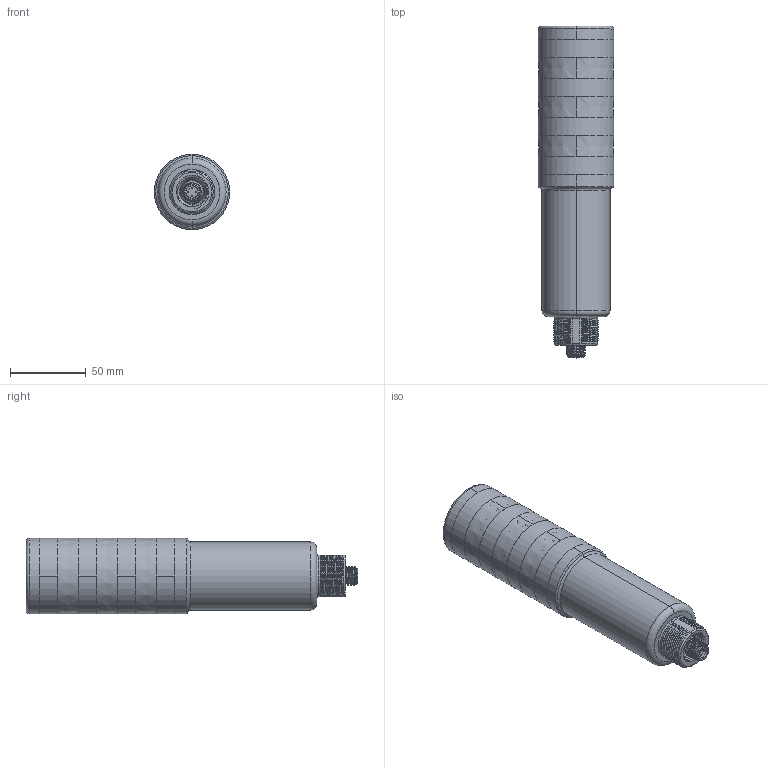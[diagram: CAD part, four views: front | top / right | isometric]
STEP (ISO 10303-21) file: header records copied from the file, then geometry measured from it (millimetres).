
FILE_DESCRIPTION((''),'2;1');
FILE_NAME('168298_ASM','2014-06-26T',('pdmadmin'),(''),'PRO/ENGINEER BY PARAMETRIC TECHNOLOGY CORPORATION, 2013230','PRO/ENGINEER BY PARAMETRIC TECHNOLOGY CORPORATION, 2013230','');
FILE_SCHEMA(('CONFIG_CONTROL_DESIGN'));
Products named in the file (7): 163979; 141960; 08427_NO_ORING; 158231_WEB; 158948; 158946; 168298_ASM
Assembly tree (11 placements, depth 2):
  168298_ASM
    163979
    141960
    08427_NO_ORING
    158231_WEB  x4
    158948  x3
    158946
Bounding box: 50 x 219.55 x 50 mm (x, y, z)
Volume: 119456.5 mm3; surface area: 111600 mm2
Topology: 11 solids, 11 shells, 1798 faces, 4526 edges, 2869 vertices
Faces by surface type: plane 709, cylinder 463, bspline 290, cone 170, torus 94, sphere 72
Entity records: 85716 total; most frequent: CARTESIAN_POINT 60709, ORIENTED_EDGE 5540, DIRECTION 4689, EDGE_CURVE 2770, AXIS2_PLACEMENT_3D 1850, VERTEX_POINT 1715, EDGE_LOOP 1205, FACE_OUTER_BOUND 1132
